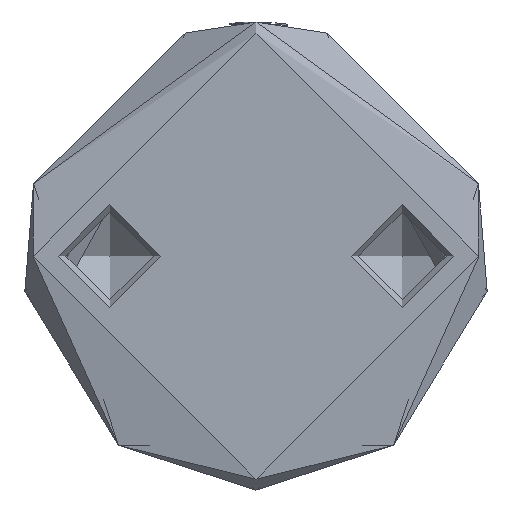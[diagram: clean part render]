
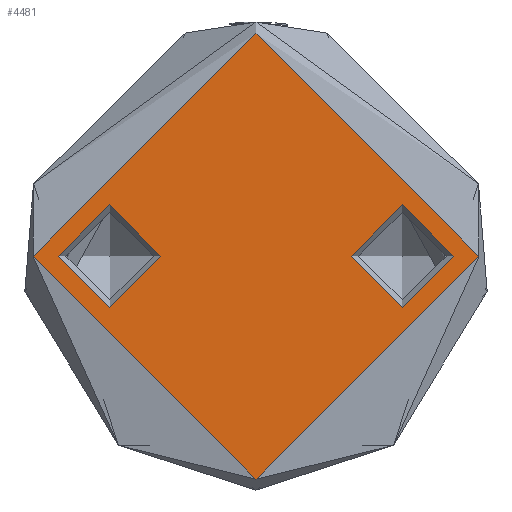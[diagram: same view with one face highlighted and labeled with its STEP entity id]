
A CAD part, front view. The second image highlights one B-rep face of the part: STEP entity #4481.
In plain terms, the highlighted face is planar.
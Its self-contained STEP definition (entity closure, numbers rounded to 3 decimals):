
#142 = ORIENTED_EDGE ( 'NONE', *, *, #2621, .T. ) ;
#321 = DIRECTION ( 'NONE',  ( 0., 0., -1. ) ) ;
#627 = AXIS2_PLACEMENT_3D ( 'NONE', #3695, #853, #4166 ) ;
#673 = AXIS2_PLACEMENT_3D ( 'NONE', #5451, #2620, #5927 ) ;
#766 = PLANE ( 'NONE',  #2764 ) ;
#782 = CARTESIAN_POINT ( 'NONE',  ( 0., 0., 0. ) ) ;
#853 = DIRECTION ( 'NONE',  ( 0., 0., 1. ) ) ;
#980 = CARTESIAN_POINT ( 'NONE',  ( 15.25, 0., 0. ) ) ;
#1258 = DIRECTION ( 'NONE',  ( 1., 0., 0. ) ) ;
#1355 = VERTEX_POINT ( 'NONE', #1465 ) ;
#1465 = CARTESIAN_POINT ( 'NONE',  ( 0., -13.5, 0. ) ) ;
#1611 = FACE_BOUND ( 'NONE', #5824, .T. ) ;
#1806 = VERTEX_POINT ( 'NONE', #980 ) ;
#2266 = CIRCLE ( 'NONE', #627, 3.5 ) ;
#2613 = AXIS2_PLACEMENT_3D ( 'NONE', #3161, #321, #3628 ) ;
#2620 = DIRECTION ( 'NONE',  ( 0., 0., 1. ) ) ;
#2621 = EDGE_CURVE ( 'NONE', #1806, #1806, #5742, .T. ) ;
#2639 = CIRCLE ( 'NONE', #2613, 3.5 ) ;
#2728 = FACE_OUTER_BOUND ( 'NONE', #4780, .T. ) ;
#2764 = AXIS2_PLACEMENT_3D ( 'NONE', #782, #4097, #1258 ) ;
#3161 = CARTESIAN_POINT ( 'NONE',  ( 0., 10., 0. ) ) ;
#3196 = EDGE_CURVE ( 'NONE', #4176, #4176, #2639, .T. ) ;
#3628 = DIRECTION ( 'NONE',  ( 0., 1., 0. ) ) ;
#3695 = CARTESIAN_POINT ( 'NONE',  ( 0., -10., 0. ) ) ;
#3812 = ORIENTED_EDGE ( 'NONE', *, *, #4719, .F. ) ;
#3990 = FACE_BOUND ( 'NONE', #3995, .T. ) ;
#3995 = EDGE_LOOP ( 'NONE', ( #3812 ) ) ;
#4097 = DIRECTION ( 'NONE',  ( 0., 0., 1. ) ) ;
#4166 = DIRECTION ( 'NONE',  ( 0., -1., 0. ) ) ;
#4176 = VERTEX_POINT ( 'NONE', #4740 ) ;
#4283 = ORIENTED_EDGE ( 'NONE', *, *, #3196, .T. ) ;
#4481 = ADVANCED_FACE ( 'NONE', ( #3990, #1611, #2728 ), #766, .T. ) ;
#4719 = EDGE_CURVE ( 'NONE', #1355, #1355, #2266, .T. ) ;
#4740 = CARTESIAN_POINT ( 'NONE',  ( 0., 13.5, 0. ) ) ;
#4780 = EDGE_LOOP ( 'NONE', ( #142 ) ) ;
#5451 = CARTESIAN_POINT ( 'NONE',  ( 0., 0., 0. ) ) ;
#5742 = CIRCLE ( 'NONE', #673, 15.25 ) ;
#5824 = EDGE_LOOP ( 'NONE', ( #4283 ) ) ;
#5927 = DIRECTION ( 'NONE',  ( 1., 0., 0. ) ) ;
